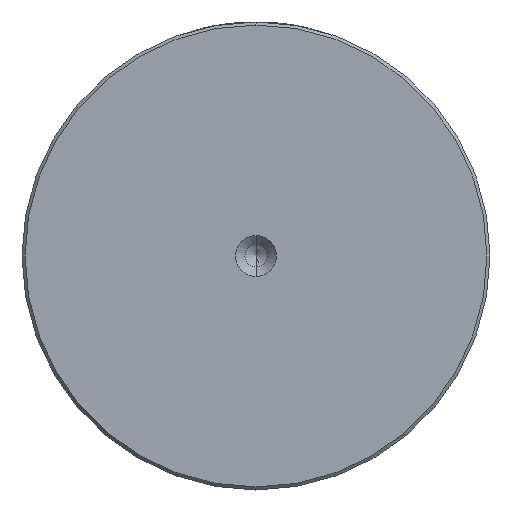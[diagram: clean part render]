
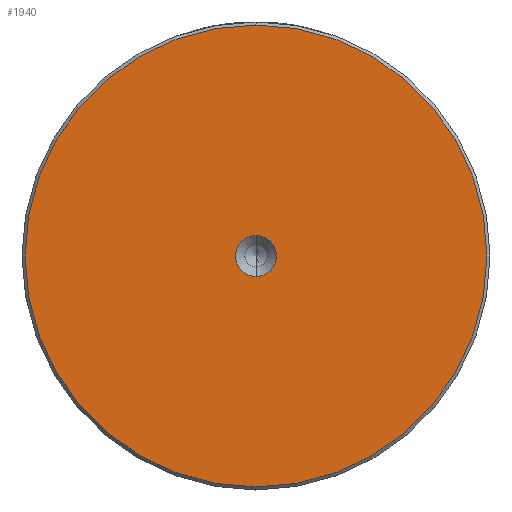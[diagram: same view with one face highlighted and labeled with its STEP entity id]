
A CAD part, left-side view. The second image highlights one B-rep face of the part: STEP entity #1940.
In plain terms, the highlighted planar face has unit normal (-1, 0, 0).
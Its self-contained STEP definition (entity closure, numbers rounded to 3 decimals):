
#37 = EDGE_CURVE ( 'NONE', #2920, #3211, #3103, .T. ) ;
#346 = DIRECTION ( 'NONE',  ( -1., 0., 0. ) ) ;
#379 = DIRECTION ( 'NONE',  ( -1., 0., 0. ) ) ;
#473 = CARTESIAN_POINT ( 'NONE',  ( 0., 0., 3.3 ) ) ;
#618 = DIRECTION ( 'NONE',  ( 0., 0., 1. ) ) ;
#839 = CARTESIAN_POINT ( 'NONE',  ( 0., 0., 37.5 ) ) ;
#904 = CIRCLE ( 'NONE', #1185, 37.5 ) ;
#999 = AXIS2_PLACEMENT_3D ( 'NONE', #1470, #3204, #1727 ) ;
#1147 = VERTEX_POINT ( 'NONE', #1694 ) ;
#1177 = VERTEX_POINT ( 'NONE', #473 ) ;
#1185 = AXIS2_PLACEMENT_3D ( 'NONE', #1885, #379, #2140 ) ;
#1214 = ORIENTED_EDGE ( 'NONE', *, *, #2983, .F. ) ;
#1220 = AXIS2_PLACEMENT_3D ( 'NONE', #1811, #3044, #1565 ) ;
#1469 = EDGE_LOOP ( 'NONE', ( #2995, #2906 ) ) ;
#1470 = CARTESIAN_POINT ( 'NONE',  ( 0., 0., 0. ) ) ;
#1565 = DIRECTION ( 'NONE',  ( 0., 0., 1. ) ) ;
#1608 = EDGE_CURVE ( 'NONE', #3211, #2920, #904, .T. ) ;
#1694 = CARTESIAN_POINT ( 'NONE',  ( 0., 0., -3.3 ) ) ;
#1724 = CIRCLE ( 'NONE', #2069, 3.3 ) ;
#1727 = DIRECTION ( 'NONE',  ( 0., 0., 1. ) ) ;
#1808 = CARTESIAN_POINT ( 'NONE',  ( 0., 0., -37.5 ) ) ;
#1811 = CARTESIAN_POINT ( 'NONE',  ( 0., 0., 0. ) ) ;
#1856 = CARTESIAN_POINT ( 'NONE',  ( 0., 0., 0. ) ) ;
#1885 = CARTESIAN_POINT ( 'NONE',  ( 0., 0., 0. ) ) ;
#1940 = ADVANCED_FACE ( 'NONE', ( #2609, #3194 ), #2057, .T. ) ;
#2030 = CIRCLE ( 'NONE', #999, 3.3 ) ;
#2057 = PLANE ( 'NONE',  #1220 ) ;
#2059 = EDGE_CURVE ( 'NONE', #1177, #1147, #1724, .T. ) ;
#2069 = AXIS2_PLACEMENT_3D ( 'NONE', #1856, #346, #2106 ) ;
#2106 = DIRECTION ( 'NONE',  ( 0., 0., 1. ) ) ;
#2117 = AXIS2_PLACEMENT_3D ( 'NONE', #2546, #2227, #618 ) ;
#2140 = DIRECTION ( 'NONE',  ( 0., 0., 1. ) ) ;
#2227 = DIRECTION ( 'NONE',  ( -1., 0., 0. ) ) ;
#2273 = ORIENTED_EDGE ( 'NONE', *, *, #2059, .F. ) ;
#2546 = CARTESIAN_POINT ( 'NONE',  ( 0., 0., 0. ) ) ;
#2609 = FACE_OUTER_BOUND ( 'NONE', #1469, .T. ) ;
#2906 = ORIENTED_EDGE ( 'NONE', *, *, #1608, .T. ) ;
#2920 = VERTEX_POINT ( 'NONE', #1808 ) ;
#2960 = EDGE_LOOP ( 'NONE', ( #2273, #1214 ) ) ;
#2983 = EDGE_CURVE ( 'NONE', #1147, #1177, #2030, .T. ) ;
#2995 = ORIENTED_EDGE ( 'NONE', *, *, #37, .T. ) ;
#3044 = DIRECTION ( 'NONE',  ( -1., 0., 0. ) ) ;
#3103 = CIRCLE ( 'NONE', #2117, 37.5 ) ;
#3194 = FACE_BOUND ( 'NONE', #2960, .T. ) ;
#3204 = DIRECTION ( 'NONE',  ( -1., 0., 0. ) ) ;
#3211 = VERTEX_POINT ( 'NONE', #839 ) ;
